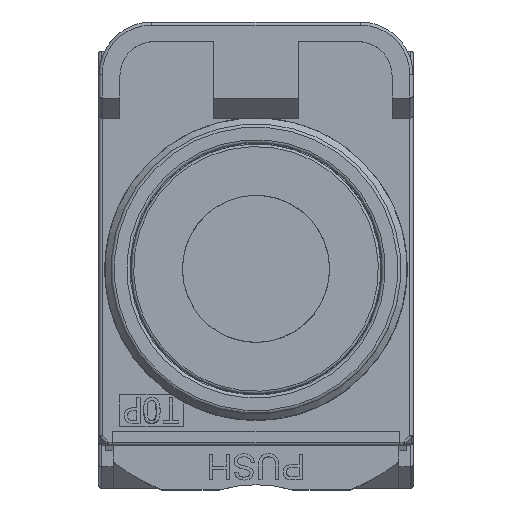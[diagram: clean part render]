
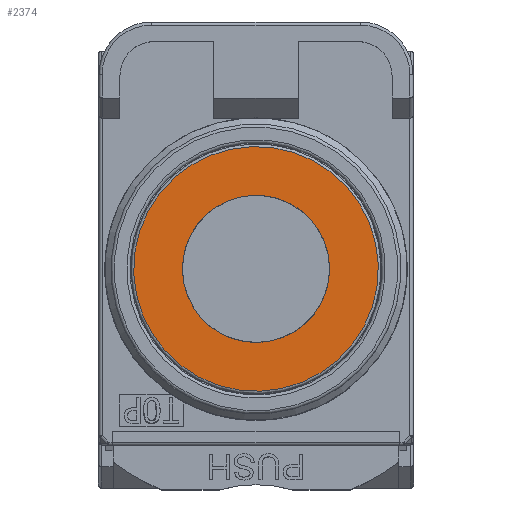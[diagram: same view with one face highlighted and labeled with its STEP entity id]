
A CAD part, top view. The second image highlights one B-rep face of the part: STEP entity #2374.
In plain terms, the highlighted planar face has unit normal (0, 0, 1).
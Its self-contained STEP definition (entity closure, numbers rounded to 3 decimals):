
#2374 = ADVANCED_FACE( '', ( #5968, #5969 ), #5970, .T. );
#5968 = FACE_OUTER_BOUND( '', #11009, .T. );
#5969 = FACE_BOUND( '', #11010, .T. );
#5970 = PLANE( '', #11011 );
#11009 = EDGE_LOOP( '', ( #19249 ) );
#11010 = EDGE_LOOP( '', ( #19250 ) );
#11011 = AXIS2_PLACEMENT_3D( '', #19251, #19252, #19253 );
#19249 = ORIENTED_EDGE( '', *, *, #33207, .T. );
#19250 = ORIENTED_EDGE( '', *, *, #33208, .T. );
#19251 = CARTESIAN_POINT( '', ( 0., -9.75, 13.101 ) );
#19252 = DIRECTION( '', ( 0., 0., 1. ) );
#19253 = DIRECTION( '', ( -0.377, 0.926, 0. ) );
#33207 = EDGE_CURVE( '', #40305, #40305, #40306, .T. );
#33208 = EDGE_CURVE( '', #40307, #40307, #40308, .T. );
#40305 = VERTEX_POINT( '', #51614 );
#40306 = CIRCLE( '', #51615, 11.65 );
#40307 = VERTEX_POINT( '', #51616 );
#40308 = CIRCLE( '', #51617, 7. );
#51614 = CARTESIAN_POINT( '', ( -4.391, 1.041, 13.101 ) );
#51615 = AXIS2_PLACEMENT_3D( '', #62593, #62594, #62595 );
#51616 = CARTESIAN_POINT( '', ( -2.638, -3.266, 13.101 ) );
#51617 = AXIS2_PLACEMENT_3D( '', #62596, #62597, #62598 );
#62593 = CARTESIAN_POINT( '', ( 0., -9.75, 13.101 ) );
#62594 = DIRECTION( '', ( 0., 0., 1. ) );
#62595 = DIRECTION( '', ( -0.377, 0.926, 0. ) );
#62596 = CARTESIAN_POINT( '', ( 0., -9.75, 13.101 ) );
#62597 = DIRECTION( '', ( 0., 0., -1. ) );
#62598 = DIRECTION( '', ( -0.377, 0.926, 0. ) );
